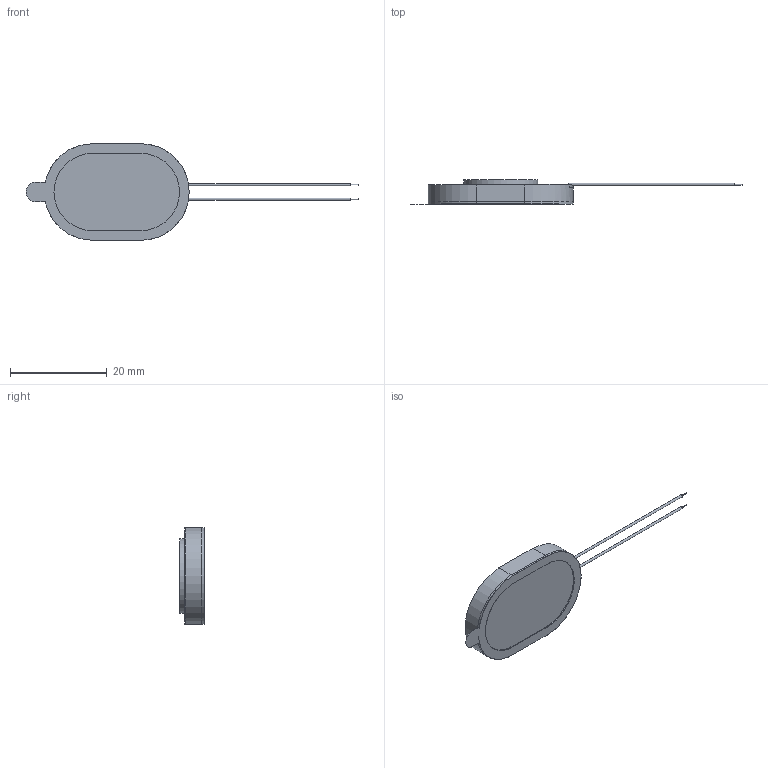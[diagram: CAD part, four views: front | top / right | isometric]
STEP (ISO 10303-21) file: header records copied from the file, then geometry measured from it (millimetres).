
FILE_DESCRIPTION (( 'STEP AP214' ), '1' );
FILE_NAME ('SPKM.2030.8.A.STEP', '2022-03-30T10:19:28', ( '' ), ( '' ), 'SwSTEP 2.0', 'SolidWorks 2018', '' );
FILE_SCHEMA (( 'AUTOMOTIVE_DESIGN' ));
Length unit declared in the file: millimetre
Products named in the file (1): SPKM.2030.8.A
Bounding box: 68.79 x 5.1 x 20 mm (x, y, z)
Surface area: 2089.9 mm2 (no closed solid volume)
Topology: 0 solids, 11 shells, 59 faces, 187 edges, 132 vertices
Faces by surface type: cylinder 30, plane 29
Full cylindrical faces by diameter (mm): 0.2 x4, 0.5 x2, 15.4 x1
Entity records: 2705 total; most frequent: DIRECTION 372, CARTESIAN_POINT 372, ORIENTED_EDGE 281, EDGE_CURVE 180, AXIS2_PLACEMENT_3D 132, VERTEX_POINT 132, VECTOR 108, LINE 108
